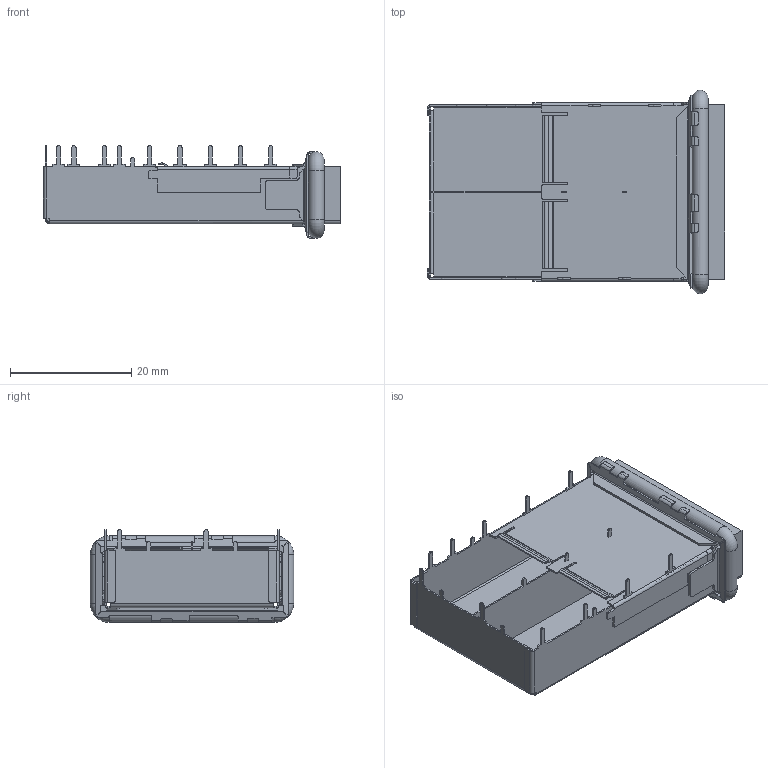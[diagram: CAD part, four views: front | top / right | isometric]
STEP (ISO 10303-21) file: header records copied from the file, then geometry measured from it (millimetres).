
FILE_DESCRIPTION((''),'2;1');
FILE_NAME('747540210','2015-09-15T',('me'),(''),'PRO/ENGINEER BY PARAMETRIC TECHNOLOGY CORPORATION, 2011490','PRO/ENGINEER BY PARAMETRIC TECHNOLOGY CORPORATION, 2011490','');
FILE_SCHEMA(('CONFIG_CONTROL_DESIGN'));
Length unit declared in the file: millimetre
Products named in the file (1): 747540210
Bounding box: 49.02 x 33.57 x 15.29 mm (x, y, z)
Volume: 1617.6 mm3; surface area: 8610.4 mm2
Topology: 1 solids, 1 shells, 532 faces, 1675 edges, 1125 vertices
Faces by surface type: plane 326, cylinder 197, torus 8, bspline 1
Entity records: 18890 total; most frequent: CARTESIAN_POINT 3796, ORIENTED_EDGE 3274, DIRECTION 3035, EDGE_CURVE 1637, VECTOR 1133, LINE 1133, VERTEX_POINT 1087, AXIS2_PLACEMENT_3D 951
